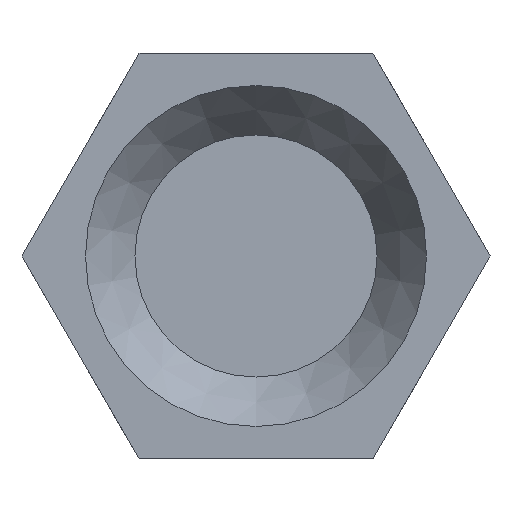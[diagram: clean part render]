
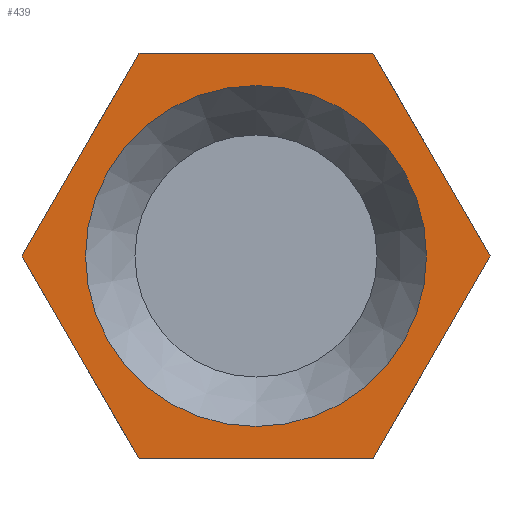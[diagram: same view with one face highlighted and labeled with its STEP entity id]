
A CAD part, front view. The second image highlights one B-rep face of the part: STEP entity #439.
In plain terms, the highlighted planar face has unit normal (0, -1, 0).
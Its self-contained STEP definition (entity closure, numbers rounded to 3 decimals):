
#29=LINE('',#602,#41);
#30=LINE('',#605,#42);
#31=LINE('',#607,#43);
#32=LINE('',#609,#44);
#33=LINE('',#611,#45);
#34=LINE('',#613,#46);
#41=VECTOR('',#521,1000.);
#42=VECTOR('',#522,1000.);
#43=VECTOR('',#523,1000.);
#44=VECTOR('',#524,1000.);
#45=VECTOR('',#525,1000.);
#46=VECTOR('',#526,1000.);
#66=ORIENTED_EDGE('',*,*,#129,.F.);
#67=ORIENTED_EDGE('',*,*,#130,.T.);
#68=ORIENTED_EDGE('',*,*,#131,.T.);
#69=ORIENTED_EDGE('',*,*,#132,.T.);
#70=ORIENTED_EDGE('',*,*,#133,.T.);
#71=ORIENTED_EDGE('',*,*,#134,.T.);
#72=ORIENTED_EDGE('',*,*,#135,.T.);
#129=EDGE_CURVE('',#161,#161,#187,.T.);
#130=EDGE_CURVE('',#162,#163,#29,.T.);
#131=EDGE_CURVE('',#163,#164,#30,.T.);
#132=EDGE_CURVE('',#164,#165,#31,.T.);
#133=EDGE_CURVE('',#165,#166,#32,.T.);
#134=EDGE_CURVE('',#166,#167,#33,.T.);
#135=EDGE_CURVE('',#167,#162,#34,.T.);
#161=VERTEX_POINT('',#601);
#162=VERTEX_POINT('',#603);
#163=VERTEX_POINT('',#604);
#164=VERTEX_POINT('',#606);
#165=VERTEX_POINT('',#608);
#166=VERTEX_POINT('',#610);
#167=VERTEX_POINT('',#612);
#187=CIRCLE('',#472,15.146);
#202=EDGE_LOOP('',(#66));
#203=EDGE_LOOP('',(#67,#68,#69,#70,#71,#72));
#238=FACE_BOUND('',#202,.T.);
#239=FACE_BOUND('',#203,.T.);
#270=PLANE('',#471);
#439=ADVANCED_FACE('',(#238,#239),#270,.T.);
#471=AXIS2_PLACEMENT_3D('',#599,#517,#518);
#472=AXIS2_PLACEMENT_3D('',#600,#519,#520);
#517=DIRECTION('',(0.,-1.,0.));
#518=DIRECTION('',(0.,0.,-1.));
#519=DIRECTION('',(0.,-1.,0.));
#520=DIRECTION('',(0.,0.,-1.));
#521=DIRECTION('',(1.,0.,0.));
#522=DIRECTION('',(0.5,0.,0.866));
#523=DIRECTION('',(-0.5,0.,0.866));
#524=DIRECTION('',(-1.,0.,0.));
#525=DIRECTION('',(-0.5,0.,-0.866));
#526=DIRECTION('',(0.5,0.,-0.866));
#599=CARTESIAN_POINT('',(0.,0.,0.));
#600=CARTESIAN_POINT('',(0.,0.,0.));
#601=CARTESIAN_POINT('',(0.,0.,-15.146));
#602=CARTESIAN_POINT('',(-10.392,0.,-18.));
#603=CARTESIAN_POINT('',(-10.392,0.,-18.));
#604=CARTESIAN_POINT('',(10.392,0.,-18.));
#605=CARTESIAN_POINT('',(10.392,0.,-18.));
#606=CARTESIAN_POINT('',(20.785,0.,0.));
#607=CARTESIAN_POINT('',(20.785,0.,0.));
#608=CARTESIAN_POINT('',(10.392,0.,18.));
#609=CARTESIAN_POINT('',(10.392,0.,18.));
#610=CARTESIAN_POINT('',(-10.392,0.,18.));
#611=CARTESIAN_POINT('',(-10.392,0.,18.));
#612=CARTESIAN_POINT('',(-20.785,0.,0.));
#613=CARTESIAN_POINT('',(-20.785,0.,0.));
